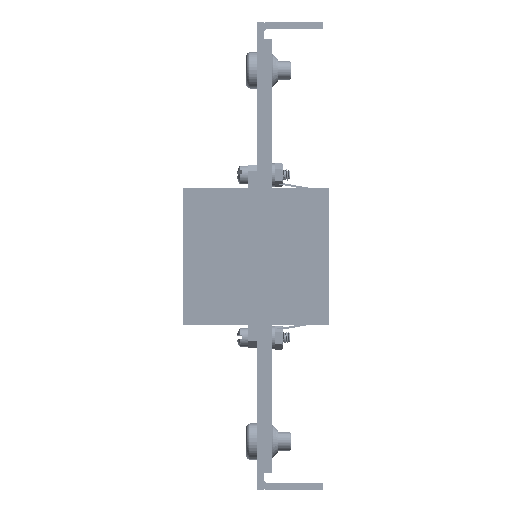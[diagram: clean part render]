
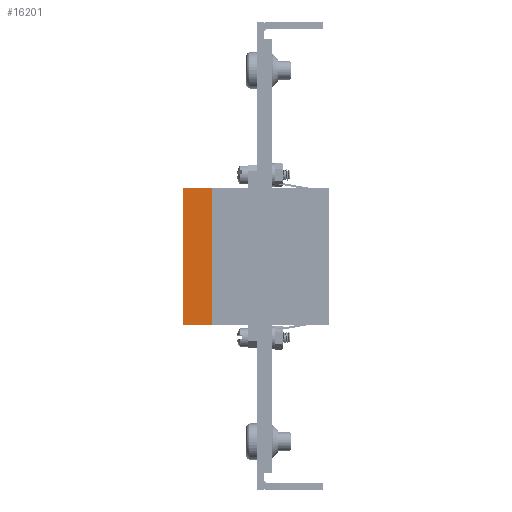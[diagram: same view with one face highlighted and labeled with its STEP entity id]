
A CAD part, left-side view. The second image highlights one B-rep face of the part: STEP entity #16201.
In plain terms, the highlighted face is planar.
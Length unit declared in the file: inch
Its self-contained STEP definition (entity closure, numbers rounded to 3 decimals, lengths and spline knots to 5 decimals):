
#765 = VECTOR ( 'NONE', #32554, 39.37008 ) ;
#2553 = VECTOR ( 'NONE', #18918, 39.37008 ) ;
#5901 = AXIS2_PLACEMENT_3D ( 'NONE', #18645, #7703, #26911 ) ;
#6305 = CARTESIAN_POINT ( 'NONE',  ( 0.5075, -0.33, 0.1825 ) ) ;
#6499 = DIRECTION ( 'NONE',  ( 1., 0., 0. ) ) ;
#6559 = CARTESIAN_POINT ( 'NONE',  ( -0.5075, -0.33, 0.1825 ) ) ;
#7703 = DIRECTION ( 'NONE',  ( 0., 0., -1. ) ) ;
#9959 = VECTOR ( 'NONE', #6499, 39.37008 ) ;
#10292 = FACE_OUTER_BOUND ( 'NONE', #11439, .T. ) ;
#10361 = PLANE ( 'NONE',  #5901 ) ;
#10566 = CARTESIAN_POINT ( 'NONE',  ( -0.5075, -0.54, 0.1825 ) ) ;
#10835 = VECTOR ( 'NONE', #31041, 39.37008 ) ;
#11439 = EDGE_LOOP ( 'NONE', ( #16965, #31058, #34310, #20157 ) ) ;
#12179 = VERTEX_POINT ( 'NONE', #6559 ) ;
#12790 = CARTESIAN_POINT ( 'NONE',  ( 0.5075, -0.54, 0.1825 ) ) ;
#14233 = VERTEX_POINT ( 'NONE', #21703 ) ;
#14957 = EDGE_CURVE ( 'NONE', #14233, #12179, #22220, .T. ) ;
#16201 = ADVANCED_FACE ( 'NONE', ( #10292 ), #10361, .F. ) ;
#16965 = ORIENTED_EDGE ( 'NONE', *, *, #29202, .T. ) ;
#18129 = LINE ( 'NONE', #6305, #10835 ) ;
#18645 = CARTESIAN_POINT ( 'NONE',  ( -0.6825, 0.06, 0.1825 ) ) ;
#18918 = DIRECTION ( 'NONE',  ( 0., 1., 0. ) ) ;
#20157 = ORIENTED_EDGE ( 'NONE', *, *, #30632, .T. ) ;
#21703 = CARTESIAN_POINT ( 'NONE',  ( -0.5075, -0.54, 0.1825 ) ) ;
#22220 = LINE ( 'NONE', #10566, #765 ) ;
#22889 = CARTESIAN_POINT ( 'NONE',  ( -0.5075, -0.54, 0.1825 ) ) ;
#26324 = VERTEX_POINT ( 'NONE', #12790 ) ;
#26911 = DIRECTION ( 'NONE',  ( -1., 0., 0. ) ) ;
#29202 = EDGE_CURVE ( 'NONE', #29985, #12179, #18129, .T. ) ;
#29646 = EDGE_CURVE ( 'NONE', #14233, #26324, #31038, .T. ) ;
#29837 = CARTESIAN_POINT ( 'NONE',  ( 0.5075, -0.33, 0.1825 ) ) ;
#29985 = VERTEX_POINT ( 'NONE', #29837 ) ;
#30632 = EDGE_CURVE ( 'NONE', #26324, #29985, #31786, .T. ) ;
#31038 = LINE ( 'NONE', #22889, #9959 ) ;
#31041 = DIRECTION ( 'NONE',  ( -1., 0., 0. ) ) ;
#31058 = ORIENTED_EDGE ( 'NONE', *, *, #14957, .F. ) ;
#31786 = LINE ( 'NONE', #32609, #2553 ) ;
#32554 = DIRECTION ( 'NONE',  ( 0., 1., 0. ) ) ;
#32609 = CARTESIAN_POINT ( 'NONE',  ( 0.5075, -0.54, 0.1825 ) ) ;
#34310 = ORIENTED_EDGE ( 'NONE', *, *, #29646, .T. ) ;
